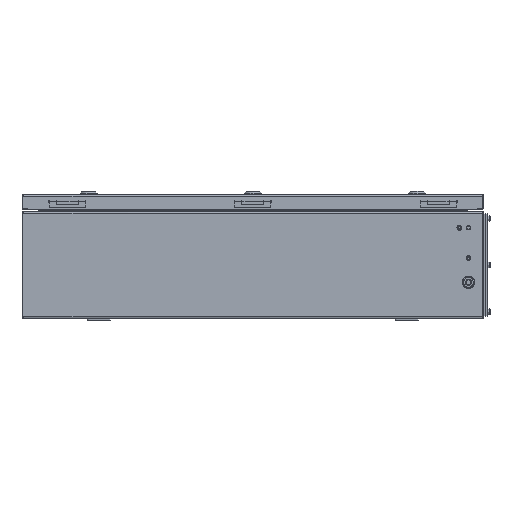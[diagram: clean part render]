
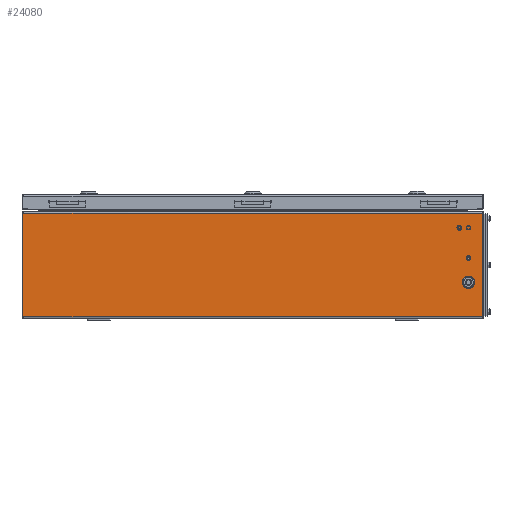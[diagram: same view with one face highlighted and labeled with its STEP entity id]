
A CAD part, left-side view. The second image highlights one B-rep face of the part: STEP entity #24080.
In plain terms, the highlighted planar face has unit normal (-1, 0, 0).
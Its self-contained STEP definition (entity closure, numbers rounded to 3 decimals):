
#788 = DIRECTION ( 'NONE',  ( 0., 0., 1. ) ) ;
#1268 = VERTEX_POINT ( 'NONE', #16336 ) ;
#1699 = FACE_BOUND ( 'NONE', #7464, .T. ) ;
#3640 = CARTESIAN_POINT ( 'NONE',  ( -254., -356., 60. ) ) ;
#4152 = AXIS2_PLACEMENT_3D ( 'NONE', #3640, #25036, #6725 ) ;
#4603 = ORIENTED_EDGE ( 'NONE', *, *, #36193, .F. ) ;
#4858 = CARTESIAN_POINT ( 'NONE',  ( -254., -4191., 3. ) ) ;
#6556 = EDGE_CURVE ( 'NONE', #23651, #1268, #15495, .T. ) ;
#6725 = DIRECTION ( 'NONE',  ( 0., 0., 1. ) ) ;
#7464 = EDGE_LOOP ( 'NONE', ( #20255, #4603 ) ) ;
#7902 = CARTESIAN_POINT ( 'NONE',  ( -254., -379.493, 174.3 ) ) ;
#8853 = FACE_OUTER_BOUND ( 'NONE', #21465, .T. ) ;
#10769 = VECTOR ( 'NONE', #26839, 1000. ) ;
#10926 = LINE ( 'NONE', #4858, #35342 ) ;
#12106 = ORIENTED_EDGE ( 'NONE', *, *, #19481, .F. ) ;
#14534 = VECTOR ( 'NONE', #38461, 1000. ) ;
#14839 = ORIENTED_EDGE ( 'NONE', *, *, #6556, .T. ) ;
#15292 = VECTOR ( 'NONE', #30826, 1000. ) ;
#15495 = LINE ( 'NONE', #7902, #14534 ) ;
#16237 = DIRECTION ( 'NONE',  ( -1., 0., 0. ) ) ;
#16336 = CARTESIAN_POINT ( 'NONE',  ( -254., 379.493, 174.3 ) ) ;
#18095 = CARTESIAN_POINT ( 'NONE',  ( -254., -361.55, 60. ) ) ;
#18822 = CARTESIAN_POINT ( 'NONE',  ( -254., 379.493, 3. ) ) ;
#19098 = DIRECTION ( 'NONE',  ( 1., 0., 0. ) ) ;
#19481 = EDGE_CURVE ( 'NONE', #27495, #1268, #26449, .T. ) ;
#19785 = CARTESIAN_POINT ( 'NONE',  ( -254., -379.493, 3. ) ) ;
#20255 = ORIENTED_EDGE ( 'NONE', *, *, #34422, .F. ) ;
#21465 = EDGE_LOOP ( 'NONE', ( #14839, #12106, #29676, #29492 ) ) ;
#23425 = CARTESIAN_POINT ( 'NONE',  ( -254., -350.45, 60. ) ) ;
#23651 = VERTEX_POINT ( 'NONE', #34739 ) ;
#24080 = ADVANCED_FACE ( 'NONE', ( #1699, #8853 ), #31274, .F. ) ;
#25036 = DIRECTION ( 'NONE',  ( -1., 0., 0. ) ) ;
#25870 = VERTEX_POINT ( 'NONE', #19785 ) ;
#26241 = DIRECTION ( 'NONE',  ( 0., 1., 0. ) ) ;
#26449 = LINE ( 'NONE', #33851, #15292 ) ;
#26704 = CARTESIAN_POINT ( 'NONE',  ( -254., -379.493, 177. ) ) ;
#26839 = DIRECTION ( 'NONE',  ( 0., 0., -1. ) ) ;
#27175 = LINE ( 'NONE', #26704, #10769 ) ;
#27495 = VERTEX_POINT ( 'NONE', #18822 ) ;
#28871 = EDGE_CURVE ( 'NONE', #25870, #27495, #10926, .T. ) ;
#29440 = AXIS2_PLACEMENT_3D ( 'NONE', #34572, #16237, #37665 ) ;
#29492 = ORIENTED_EDGE ( 'NONE', *, *, #34111, .F. ) ;
#29676 = ORIENTED_EDGE ( 'NONE', *, *, #28871, .F. ) ;
#30826 = DIRECTION ( 'NONE',  ( 0., 0., 1. ) ) ;
#30875 = CIRCLE ( 'NONE', #29440, 5.55 ) ;
#31274 = PLANE ( 'NONE',  #39097 ) ;
#31558 = VERTEX_POINT ( 'NONE', #18095 ) ;
#33580 = VERTEX_POINT ( 'NONE', #23425 ) ;
#33851 = CARTESIAN_POINT ( 'NONE',  ( -254., 379.493, 177. ) ) ;
#34111 = EDGE_CURVE ( 'NONE', #23651, #25870, #27175, .T. ) ;
#34422 = EDGE_CURVE ( 'NONE', #31558, #33580, #30875, .T. ) ;
#34572 = CARTESIAN_POINT ( 'NONE',  ( -254., -356., 60. ) ) ;
#34739 = CARTESIAN_POINT ( 'NONE',  ( -254., -379.493, 174.3 ) ) ;
#35342 = VECTOR ( 'NONE', #26241, 1000. ) ;
#36193 = EDGE_CURVE ( 'NONE', #33580, #31558, #36415, .T. ) ;
#36415 = CIRCLE ( 'NONE', #4152, 5.55 ) ;
#37409 = CARTESIAN_POINT ( 'NONE',  ( -254., -4191., 177. ) ) ;
#37665 = DIRECTION ( 'NONE',  ( 0., 0., 1. ) ) ;
#38461 = DIRECTION ( 'NONE',  ( 0., 1., 0. ) ) ;
#39097 = AXIS2_PLACEMENT_3D ( 'NONE', #37409, #19098, #788 ) ;
